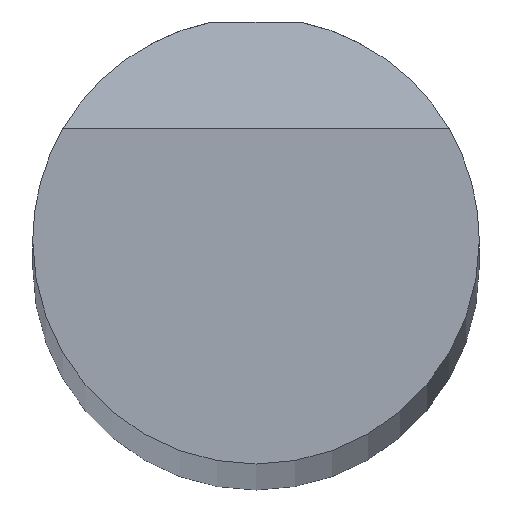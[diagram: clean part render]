
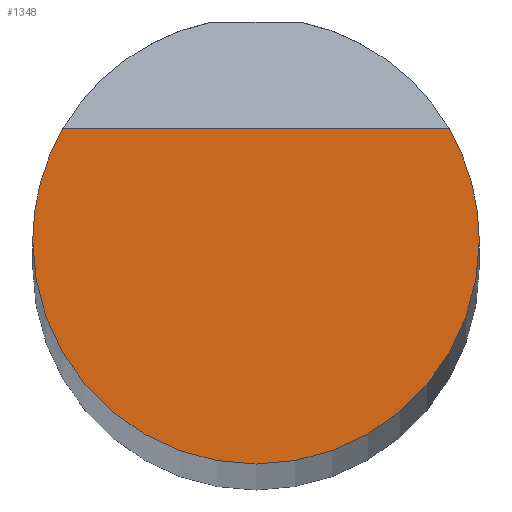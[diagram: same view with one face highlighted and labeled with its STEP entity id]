
A CAD part, top view. The second image highlights one B-rep face of the part: STEP entity #1348.
In plain terms, the highlighted planar face has unit normal (0, 0, 1).
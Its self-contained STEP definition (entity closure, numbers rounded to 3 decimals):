
#153 = AXIS2_PLACEMENT_3D ( 'NONE', #7629, #4272, #12784 ) ;
#158 = PLANE ( 'NONE',  #153 ) ;
#329 = ORIENTED_EDGE ( 'NONE', *, *, #3654, .F. ) ;
#1348 = ADVANCED_FACE ( 'NONE', ( #10563 ), #158, .T. ) ;
#1382 = VECTOR ( 'NONE', #12314, 1000. ) ;
#2098 = CIRCLE ( 'NONE', #5654, 15. ) ;
#2478 = DIRECTION ( 'NONE',  ( -1., 0., 0. ) ) ;
#2503 = EDGE_CURVE ( 'NONE', #6858, #6593, #2098, .T. ) ;
#2782 = VERTEX_POINT ( 'NONE', #2928 ) ;
#2928 = CARTESIAN_POINT ( 'NONE',  ( -12.967, 7.541, 1000. ) ) ;
#3209 = CIRCLE ( 'NONE', #7668, 15. ) ;
#3654 = EDGE_CURVE ( 'NONE', #6593, #2782, #3209, .T. ) ;
#4272 = DIRECTION ( 'NONE',  ( 0., 0., 1. ) ) ;
#4286 = AXIS2_PLACEMENT_3D ( 'NONE', #4499, #8761, #2478 ) ;
#4438 = ORIENTED_EDGE ( 'NONE', *, *, #11844, .F. ) ;
#4499 = CARTESIAN_POINT ( 'NONE',  ( 0., 0., 1000. ) ) ;
#5654 = AXIS2_PLACEMENT_3D ( 'NONE', #9699, #12057, #6761 ) ;
#5789 = EDGE_LOOP ( 'NONE', ( #4438, #13719, #329, #12094 ) ) ;
#6593 = VERTEX_POINT ( 'NONE', #7083 ) ;
#6761 = DIRECTION ( 'NONE',  ( -1., 0., 0. ) ) ;
#6858 = VERTEX_POINT ( 'NONE', #7705 ) ;
#6865 = LINE ( 'NONE', #11126, #1382 ) ;
#7083 = CARTESIAN_POINT ( 'NONE',  ( -15., 0., 1000. ) ) ;
#7629 = CARTESIAN_POINT ( 'NONE',  ( 0., 0., 1000. ) ) ;
#7668 = AXIS2_PLACEMENT_3D ( 'NONE', #12713, #8739, #11878 ) ;
#7705 = CARTESIAN_POINT ( 'NONE',  ( 15., 0., 1000. ) ) ;
#8739 = DIRECTION ( 'NONE',  ( 0., 0., -1. ) ) ;
#8761 = DIRECTION ( 'NONE',  ( 0., 0., -1. ) ) ;
#9699 = CARTESIAN_POINT ( 'NONE',  ( 0., 0., 1000. ) ) ;
#10563 = FACE_OUTER_BOUND ( 'NONE', #5789, .T. ) ;
#10909 = EDGE_CURVE ( 'NONE', #11281, #2782, #6865, .T. ) ;
#11126 = CARTESIAN_POINT ( 'NONE',  ( 0., 7.541, 1000. ) ) ;
#11281 = VERTEX_POINT ( 'NONE', #11449 ) ;
#11449 = CARTESIAN_POINT ( 'NONE',  ( 12.967, 7.541, 1000. ) ) ;
#11844 = EDGE_CURVE ( 'NONE', #11281, #6858, #12983, .T. ) ;
#11878 = DIRECTION ( 'NONE',  ( -1., 0., 0. ) ) ;
#12057 = DIRECTION ( 'NONE',  ( 0., 0., -1. ) ) ;
#12094 = ORIENTED_EDGE ( 'NONE', *, *, #2503, .F. ) ;
#12314 = DIRECTION ( 'NONE',  ( -1., 0., 0. ) ) ;
#12713 = CARTESIAN_POINT ( 'NONE',  ( 0., 0., 1000. ) ) ;
#12784 = DIRECTION ( 'NONE',  ( 1., 0., 0. ) ) ;
#12983 = CIRCLE ( 'NONE', #4286, 15. ) ;
#13719 = ORIENTED_EDGE ( 'NONE', *, *, #10909, .T. ) ;
